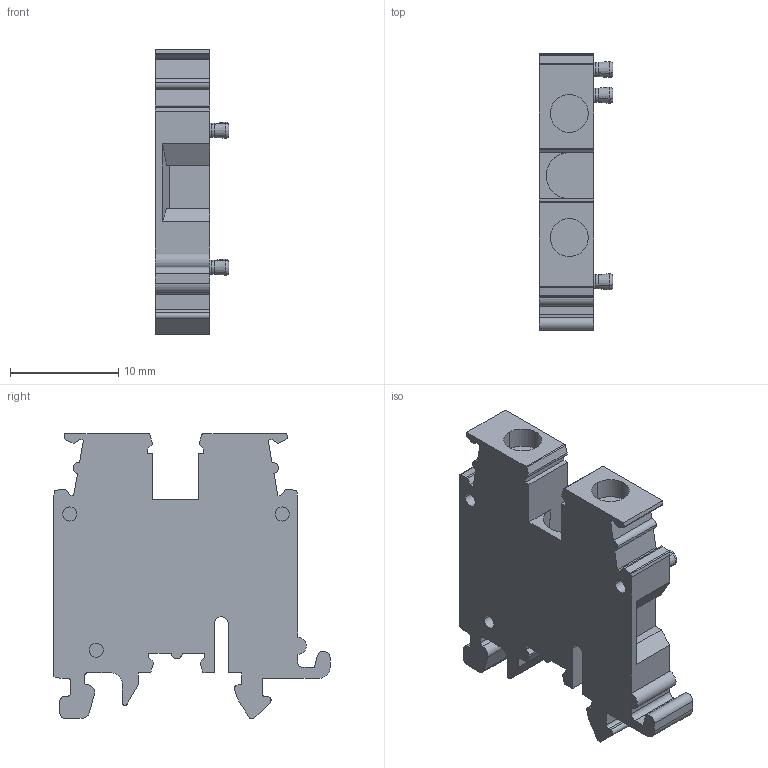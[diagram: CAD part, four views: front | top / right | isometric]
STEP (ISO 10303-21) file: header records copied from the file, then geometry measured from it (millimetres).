
FILE_DESCRIPTION(('CATIA V5 STEP Exchange','CAx-IF Rec.Pracs.--- Model Styling and Organization---1.4--- 2014-01-23'),'2;1');
FILE_NAME ('D1446115_0', '2019-12-20T07:37:46+00:00', ('none'), ('Weidmueller'), 'CATIA Version 5-6 Release 2016 SP3 HF44', 'CATIA V5 STEP AP214', 'none');
FILE_SCHEMA(('AUTOMOTIVE_DESIGN { 1 0 10303 214 1 1 1 1 }'));
Length unit declared in the file: millimetre
Products named in the file (1): 0697180000_AKZ_2-5_BL
Bounding box: 6.8 x 25.45 x 26.25 mm (x, y, z)
Volume: 2159.2 mm3; surface area: 1833.2 mm2
Topology: 1 solids, 1 shells, 175 faces, 480 edges, 315 vertices
Faces by surface type: plane 107, cylinder 50, cone 12, torus 6
Entity records: 5243 total; most frequent: ORIENTED_EDGE 960, CARTESIAN_POINT 938, DIRECTION 750, EDGE_CURVE 480, VECTOR 351, LINE 351, VERTEX_POINT 315, AXIS2_PLACEMENT_3D 264
